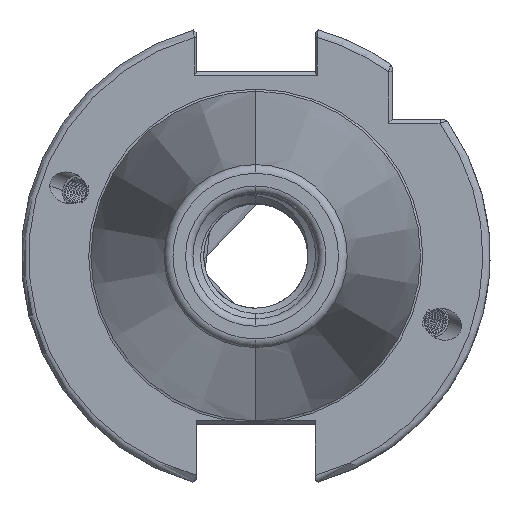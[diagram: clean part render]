
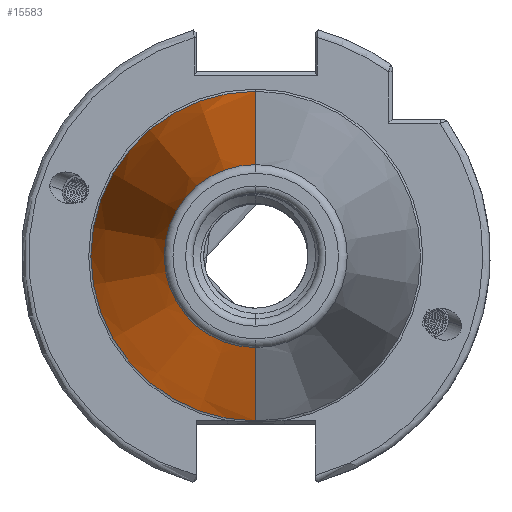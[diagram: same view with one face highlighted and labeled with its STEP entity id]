
A CAD part, left-side view. The second image highlights one B-rep face of the part: STEP entity #15583.
In plain terms, the highlighted conical face has half-angle 8.297 degrees and reference radius 22.692 mm.
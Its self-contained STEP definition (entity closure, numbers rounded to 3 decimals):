
#71 = VECTOR ( 'NONE', #4760, 1000. ) ;
#75 = CIRCLE ( 'NONE', #1837, 22.327 ) ;
#84 = LINE ( 'NONE', #4753, #71 ) ;
#87 = LINE ( 'NONE', #4208, #143 ) ;
#110 = CIRCLE ( 'NONE', #1222, 12.4 ) ;
#143 = VECTOR ( 'NONE', #4220, 1000. ) ;
#331 = FACE_OUTER_BOUND ( 'NONE', #15234, .T. ) ;
#332 = CONICAL_SURFACE ( 'NONE', #1298, 22.692, 0.145 ) ;
#1222 = AXIS2_PLACEMENT_3D ( 'NONE', #4916, #4910, #4912 ) ;
#1298 = AXIS2_PLACEMENT_3D ( 'NONE', #6933, #6958, #6959 ) ;
#1837 = AXIS2_PLACEMENT_3D ( 'NONE', #4834, #4824, #4798 ) ;
#4208 = CARTESIAN_POINT ( 'NONE',  ( 0., 0., -22.692 ) ) ;
#4220 = DIRECTION ( 'NONE',  ( 0.99, 0., -0.144 ) ) ;
#4753 = CARTESIAN_POINT ( 'NONE',  ( 0., 0., 22.692 ) ) ;
#4760 = DIRECTION ( 'NONE',  ( 0.99, 0., 0.144 ) ) ;
#4798 = DIRECTION ( 'NONE',  ( 0., 0., -1. ) ) ;
#4824 = DIRECTION ( 'NONE',  ( 1., 0., 0. ) ) ;
#4834 = CARTESIAN_POINT ( 'NONE',  ( -2.5, 0., 0. ) ) ;
#4910 = DIRECTION ( 'NONE',  ( 1., 0., 0. ) ) ;
#4912 = DIRECTION ( 'NONE',  ( 0., 0., 1. ) ) ;
#4916 = CARTESIAN_POINT ( 'NONE',  ( -70.573, 0., 0. ) ) ;
#6933 = CARTESIAN_POINT ( 'NONE',  ( 0., 0., 0. ) ) ;
#6958 = DIRECTION ( 'NONE',  ( 1., 0., 0. ) ) ;
#6959 = DIRECTION ( 'NONE',  ( 0., 0., -1. ) ) ;
#7533 = CARTESIAN_POINT ( 'NONE',  ( -2.5, 0., 22.327 ) ) ;
#7566 = CARTESIAN_POINT ( 'NONE',  ( -70.573, 0., -12.4 ) ) ;
#7598 = CARTESIAN_POINT ( 'NONE',  ( -2.5, 0., -22.327 ) ) ;
#7600 = CARTESIAN_POINT ( 'NONE',  ( -70.573, 0., 12.4 ) ) ;
#9934 = EDGE_CURVE ( 'NONE', #14620, #14580, #84, .T. ) ;
#9953 = EDGE_CURVE ( 'NONE', #14600, #14580, #75, .T. ) ;
#10002 = EDGE_CURVE ( 'NONE', #14619, #14620, #110, .T. ) ;
#10018 = EDGE_CURVE ( 'NONE', #14619, #14600, #87, .T. ) ;
#14580 = VERTEX_POINT ( 'NONE', #7533 ) ;
#14600 = VERTEX_POINT ( 'NONE', #7598 ) ;
#14619 = VERTEX_POINT ( 'NONE', #7566 ) ;
#14620 = VERTEX_POINT ( 'NONE', #7600 ) ;
#15234 = EDGE_LOOP ( 'NONE', ( #15843, #15844, #15980, #15852 ) ) ;
#15583 = ADVANCED_FACE ( 'NONE', ( #331 ), #332, .T. ) ;
#15843 = ORIENTED_EDGE ( 'NONE', *, *, #10002, .T. ) ;
#15844 = ORIENTED_EDGE ( 'NONE', *, *, #9934, .T. ) ;
#15852 = ORIENTED_EDGE ( 'NONE', *, *, #10018, .F. ) ;
#15980 = ORIENTED_EDGE ( 'NONE', *, *, #9953, .F. ) ;
